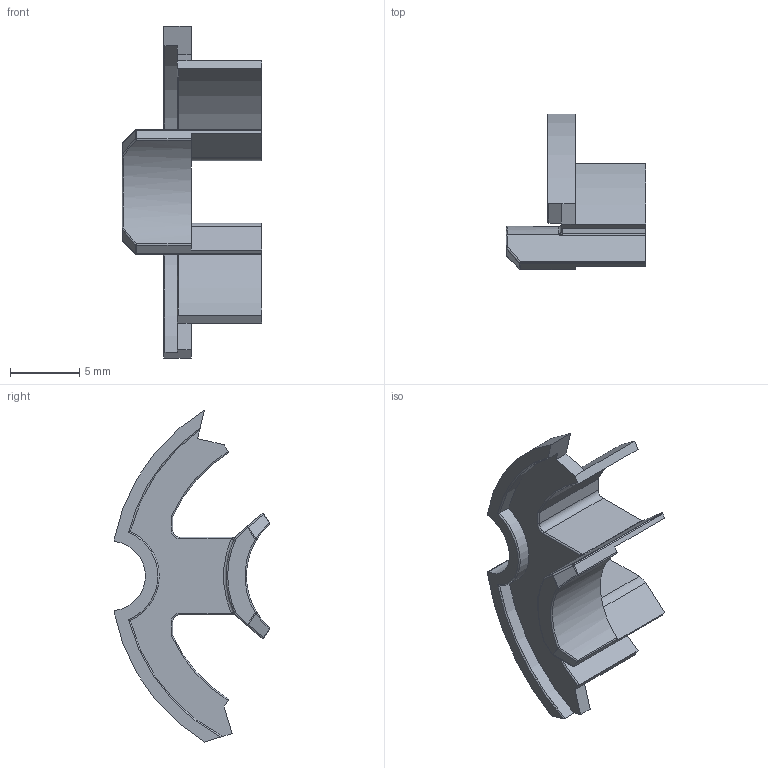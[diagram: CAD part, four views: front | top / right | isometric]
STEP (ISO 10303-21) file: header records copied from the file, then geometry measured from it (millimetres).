
FILE_DESCRIPTION (( 'STEP AP203' ), '1' );
FILE_NAME ('狟盄殤.STEP', '2020-12-19T08:48:33', ( 'YF68' ), ( '' ), 'SwSTEP 2.0', 'SolidWorks 2018', '' );
FILE_SCHEMA (( 'CONFIG_CONTROL_DESIGN' ));
Length unit declared in the file: millimetre
Products named in the file (1): 狟盄殤
Bounding box: 10.1 x 11.24 x 23.96 mm (x, y, z)
Volume: 292.4 mm3; surface area: 791.5 mm2
Topology: 1 solids, 1 shells, 97 faces, 241 edges, 144 vertices
Faces by surface type: cylinder 41, plane 28, sphere 12, torus 10, bspline 6
Entity records: 3130 total; most frequent: CARTESIAN_POINT 759, DIRECTION 503, ORIENTED_EDGE 478, EDGE_CURVE 239, AXIS2_PLACEMENT_3D 194, VERTEX_POINT 144, VECTOR 115, LINE 115
